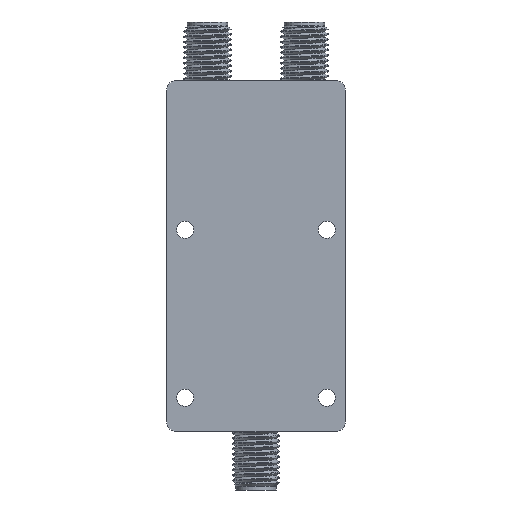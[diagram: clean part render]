
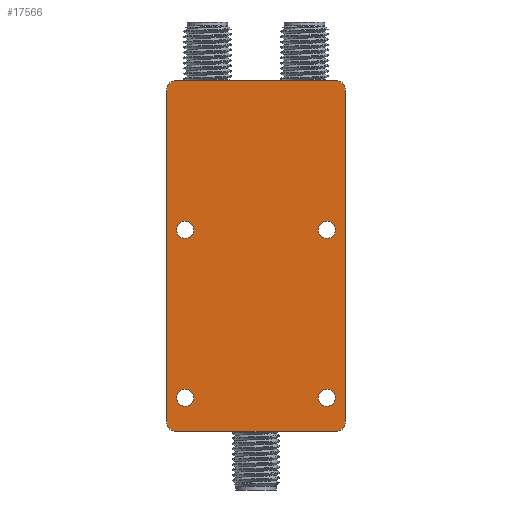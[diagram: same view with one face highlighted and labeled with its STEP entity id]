
A CAD part, front view. The second image highlights one B-rep face of the part: STEP entity #17566.
In plain terms, the highlighted planar face has unit normal (0, -1, 0).
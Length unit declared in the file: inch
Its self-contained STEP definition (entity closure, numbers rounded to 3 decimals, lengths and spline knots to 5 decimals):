
#46 = DIRECTION ( 'NONE',  ( -1., 0., 0. ) ) ;
#338 = CARTESIAN_POINT ( 'NONE',  ( -0.47244, -0.19685, 0.8752 ) ) ;
#386 = CARTESIAN_POINT ( 'NONE',  ( 0.42244, -0.19685, 0.8752 ) ) ;
#466 = DIRECTION ( 'NONE',  ( 0., 0., 1. ) ) ;
#487 = AXIS2_PLACEMENT_3D ( 'NONE', #11682, #13453, #11754 ) ;
#564 = AXIS2_PLACEMENT_3D ( 'NONE', #18819, #12086, #2134 ) ;
#625 = AXIS2_PLACEMENT_3D ( 'NONE', #6752, #12040, #5294 ) ;
#1255 = FACE_BOUND ( 'NONE', #2516, .T. ) ;
#1899 = CARTESIAN_POINT ( 'NONE',  ( -0.37402, -0.19685, 0.0928 ) ) ;
#2134 = DIRECTION ( 'NONE',  ( 0., 0., -1. ) ) ;
#2163 = CIRCLE ( 'NONE', #4833, 0.05 ) ;
#2167 = CARTESIAN_POINT ( 'NONE',  ( -0.37402, -0.19685, 0.1828 ) ) ;
#2309 = CIRCLE ( 'NONE', #20443, 0.045 ) ;
#2448 = AXIS2_PLACEMENT_3D ( 'NONE', #21427, #8057, #9882 ) ;
#2516 = EDGE_LOOP ( 'NONE', ( #20848, #13780 ) ) ;
#2529 = CIRCLE ( 'NONE', #564, 0.05 ) ;
#2638 = ORIENTED_EDGE ( 'NONE', *, *, #17633, .T. ) ;
#2758 = DIRECTION ( 'NONE',  ( 0., 1., 0. ) ) ;
#2800 = CIRCLE ( 'NONE', #7196, 0.045 ) ;
#2828 = VECTOR ( 'NONE', #6541, 39.37008 ) ;
#2945 = CARTESIAN_POINT ( 'NONE',  ( -0.47244, -0.19685, -0.9252 ) ) ;
#3137 = LINE ( 'NONE', #2945, #10742 ) ;
#3149 = CARTESIAN_POINT ( 'NONE',  ( 0.37402, -0.19685, -0.79303 ) ) ;
#3233 = VERTEX_POINT ( 'NONE', #21805 ) ;
#3615 = CARTESIAN_POINT ( 'NONE',  ( -0.42244, -0.19685, 0.8752 ) ) ;
#4009 = VERTEX_POINT ( 'NONE', #4484 ) ;
#4064 = CARTESIAN_POINT ( 'NONE',  ( 0.37402, -0.19685, 0.1378 ) ) ;
#4070 = EDGE_CURVE ( 'NONE', #12690, #4009, #15257, .T. ) ;
#4218 = DIRECTION ( 'NONE',  ( 0., 1., 0. ) ) ;
#4222 = VERTEX_POINT ( 'NONE', #8863 ) ;
#4250 = CIRCLE ( 'NONE', #7069, 0.05 ) ;
#4300 = CARTESIAN_POINT ( 'NONE',  ( -0.37402, -0.19685, -0.74803 ) ) ;
#4352 = ORIENTED_EDGE ( 'NONE', *, *, #16801, .T. ) ;
#4467 = AXIS2_PLACEMENT_3D ( 'NONE', #18023, #9456, #17952 ) ;
#4484 = CARTESIAN_POINT ( 'NONE',  ( 0.37402, -0.19685, 0.1828 ) ) ;
#4490 = CARTESIAN_POINT ( 'NONE',  ( -0.37402, -0.19685, -0.79303 ) ) ;
#4627 = FACE_BOUND ( 'NONE', #4761, .T. ) ;
#4654 = VERTEX_POINT ( 'NONE', #16551 ) ;
#4761 = EDGE_LOOP ( 'NONE', ( #4352, #15958 ) ) ;
#4833 = AXIS2_PLACEMENT_3D ( 'NONE', #386, #8651, #20447 ) ;
#5204 = AXIS2_PLACEMENT_3D ( 'NONE', #21715, #21790, #13559 ) ;
#5294 = DIRECTION ( 'NONE',  ( 0., 0., 1. ) ) ;
#5295 = VERTEX_POINT ( 'NONE', #4490 ) ;
#5321 = EDGE_CURVE ( 'NONE', #8224, #3233, #11536, .T. ) ;
#5366 = ORIENTED_EDGE ( 'NONE', *, *, #5321, .F. ) ;
#5848 = VERTEX_POINT ( 'NONE', #19676 ) ;
#5954 = CIRCLE ( 'NONE', #625, 0.045 ) ;
#5956 = VERTEX_POINT ( 'NONE', #11678 ) ;
#6320 = EDGE_CURVE ( 'NONE', #4654, #12646, #20489, .T. ) ;
#6527 = CIRCLE ( 'NONE', #4467, 0.045 ) ;
#6541 = DIRECTION ( 'NONE',  ( 0., 0., -1. ) ) ;
#6557 = CARTESIAN_POINT ( 'NONE',  ( -0.37402, -0.19685, -0.74803 ) ) ;
#6752 = CARTESIAN_POINT ( 'NONE',  ( 0.37402, -0.19685, -0.74803 ) ) ;
#7069 = AXIS2_PLACEMENT_3D ( 'NONE', #3615, #12035, #18691 ) ;
#7196 = AXIS2_PLACEMENT_3D ( 'NONE', #6557, #18330, #9985 ) ;
#7213 = CARTESIAN_POINT ( 'NONE',  ( 0.37402, -0.19685, -0.70303 ) ) ;
#7340 = EDGE_LOOP ( 'NONE', ( #2638, #8578 ) ) ;
#7414 = CARTESIAN_POINT ( 'NONE',  ( -0.37402, -0.19685, 0.1378 ) ) ;
#7556 = CARTESIAN_POINT ( 'NONE',  ( -0.37402, -0.19685, 0.1378 ) ) ;
#7773 = EDGE_CURVE ( 'NONE', #20584, #12021, #6527, .T. ) ;
#8026 = ORIENTED_EDGE ( 'NONE', *, *, #12956, .T. ) ;
#8057 = DIRECTION ( 'NONE',  ( 0., 1., 0. ) ) ;
#8224 = VERTEX_POINT ( 'NONE', #11474 ) ;
#8578 = ORIENTED_EDGE ( 'NONE', *, *, #15672, .T. ) ;
#8651 = DIRECTION ( 'NONE',  ( 0., -1., 0. ) ) ;
#8833 = CIRCLE ( 'NONE', #17878, 0.045 ) ;
#8863 = CARTESIAN_POINT ( 'NONE',  ( 0.47244, -0.19685, 0.8752 ) ) ;
#9100 = LINE ( 'NONE', #20083, #2828 ) ;
#9332 = EDGE_CURVE ( 'NONE', #14343, #10927, #8833, .T. ) ;
#9378 = EDGE_LOOP ( 'NONE', ( #18476, #10239, #5366, #11899, #15369, #8026, #10037, #17236 ) ) ;
#9456 = DIRECTION ( 'NONE',  ( 0., 1., 0. ) ) ;
#9580 = EDGE_LOOP ( 'NONE', ( #13375, #20915 ) ) ;
#9882 = DIRECTION ( 'NONE',  ( 0., 0., 1. ) ) ;
#9985 = DIRECTION ( 'NONE',  ( 0., 0., 1. ) ) ;
#10037 = ORIENTED_EDGE ( 'NONE', *, *, #19084, .F. ) ;
#10199 = VERTEX_POINT ( 'NONE', #20671 ) ;
#10239 = ORIENTED_EDGE ( 'NONE', *, *, #20209, .T. ) ;
#10585 = EDGE_CURVE ( 'NONE', #5956, #10199, #2529, .T. ) ;
#10706 = VERTEX_POINT ( 'NONE', #20714 ) ;
#10712 = AXIS2_PLACEMENT_3D ( 'NONE', #4064, #10732, #15653 ) ;
#10732 = DIRECTION ( 'NONE',  ( 0., 1., 0. ) ) ;
#10742 = VECTOR ( 'NONE', #46, 39.37008 ) ;
#10927 = VERTEX_POINT ( 'NONE', #1899 ) ;
#11002 = VECTOR ( 'NONE', #466, 39.37008 ) ;
#11474 = CARTESIAN_POINT ( 'NONE',  ( -0.42244, -0.19685, 0.9252 ) ) ;
#11520 = DIRECTION ( 'NONE',  ( 1., 0., 0. ) ) ;
#11536 = LINE ( 'NONE', #13005, #17338 ) ;
#11678 = CARTESIAN_POINT ( 'NONE',  ( 0.42244, -0.19685, -0.9252 ) ) ;
#11682 = CARTESIAN_POINT ( 'NONE',  ( 0., -0.19685, 0. ) ) ;
#11754 = DIRECTION ( 'NONE',  ( 0., 0., -1. ) ) ;
#11899 = ORIENTED_EDGE ( 'NONE', *, *, #20239, .T. ) ;
#12021 = VERTEX_POINT ( 'NONE', #7213 ) ;
#12035 = DIRECTION ( 'NONE',  ( 0., -1., 0. ) ) ;
#12040 = DIRECTION ( 'NONE',  ( 0., 1., 0. ) ) ;
#12086 = DIRECTION ( 'NONE',  ( 0., -1., 0. ) ) ;
#12646 = VERTEX_POINT ( 'NONE', #338 ) ;
#12690 = VERTEX_POINT ( 'NONE', #13585 ) ;
#12772 = FACE_BOUND ( 'NONE', #9580, .T. ) ;
#12956 = EDGE_CURVE ( 'NONE', #4654, #10706, #16212, .T. ) ;
#13005 = CARTESIAN_POINT ( 'NONE',  ( -0.47244, -0.19685, 0.9252 ) ) ;
#13375 = ORIENTED_EDGE ( 'NONE', *, *, #16484, .T. ) ;
#13453 = DIRECTION ( 'NONE',  ( 0., -1., 0. ) ) ;
#13559 = DIRECTION ( 'NONE',  ( 0., 0., -1. ) ) ;
#13585 = CARTESIAN_POINT ( 'NONE',  ( 0.37402, -0.19685, 0.0928 ) ) ;
#13780 = ORIENTED_EDGE ( 'NONE', *, *, #17903, .T. ) ;
#14343 = VERTEX_POINT ( 'NONE', #2167 ) ;
#15160 = PLANE ( 'NONE',  #487 ) ;
#15257 = CIRCLE ( 'NONE', #2448, 0.045 ) ;
#15369 = ORIENTED_EDGE ( 'NONE', *, *, #6320, .F. ) ;
#15653 = DIRECTION ( 'NONE',  ( 0., 0., 1. ) ) ;
#15672 = EDGE_CURVE ( 'NONE', #5295, #5848, #2309, .T. ) ;
#15958 = ORIENTED_EDGE ( 'NONE', *, *, #7773, .T. ) ;
#16212 = CIRCLE ( 'NONE', #5204, 0.05 ) ;
#16484 = EDGE_CURVE ( 'NONE', #4009, #12690, #18339, .T. ) ;
#16551 = CARTESIAN_POINT ( 'NONE',  ( -0.47244, -0.19685, -0.8752 ) ) ;
#16702 = EDGE_CURVE ( 'NONE', #4222, #10199, #9100, .T. ) ;
#16722 = CIRCLE ( 'NONE', #18931, 0.045 ) ;
#16801 = EDGE_CURVE ( 'NONE', #12021, #20584, #5954, .T. ) ;
#17236 = ORIENTED_EDGE ( 'NONE', *, *, #10585, .T. ) ;
#17338 = VECTOR ( 'NONE', #11520, 39.37008 ) ;
#17527 = DIRECTION ( 'NONE',  ( 0., 1., 0. ) ) ;
#17566 = ADVANCED_FACE ( 'NONE', ( #19106, #4627, #12772, #1255, #19649 ), #15160, .T. ) ;
#17633 = EDGE_CURVE ( 'NONE', #5848, #5295, #2800, .T. ) ;
#17878 = AXIS2_PLACEMENT_3D ( 'NONE', #7414, #4218, #19443 ) ;
#17903 = EDGE_CURVE ( 'NONE', #10927, #14343, #16722, .T. ) ;
#17952 = DIRECTION ( 'NONE',  ( 0., 0., 1. ) ) ;
#18023 = CARTESIAN_POINT ( 'NONE',  ( 0.37402, -0.19685, -0.74803 ) ) ;
#18330 = DIRECTION ( 'NONE',  ( 0., 1., 0. ) ) ;
#18339 = CIRCLE ( 'NONE', #10712, 0.045 ) ;
#18476 = ORIENTED_EDGE ( 'NONE', *, *, #16702, .F. ) ;
#18691 = DIRECTION ( 'NONE',  ( 0., 0., -1. ) ) ;
#18819 = CARTESIAN_POINT ( 'NONE',  ( 0.42244, -0.19685, -0.8752 ) ) ;
#18931 = AXIS2_PLACEMENT_3D ( 'NONE', #7556, #17527, #20921 ) ;
#19084 = EDGE_CURVE ( 'NONE', #5956, #10706, #3137, .T. ) ;
#19106 = FACE_BOUND ( 'NONE', #7340, .T. ) ;
#19443 = DIRECTION ( 'NONE',  ( 0., 0., 1. ) ) ;
#19649 = FACE_OUTER_BOUND ( 'NONE', #9378, .T. ) ;
#19676 = CARTESIAN_POINT ( 'NONE',  ( -0.37402, -0.19685, -0.70303 ) ) ;
#20083 = CARTESIAN_POINT ( 'NONE',  ( 0.47244, -0.19685, 0.9252 ) ) ;
#20209 = EDGE_CURVE ( 'NONE', #4222, #3233, #2163, .T. ) ;
#20239 = EDGE_CURVE ( 'NONE', #8224, #12646, #4250, .T. ) ;
#20443 = AXIS2_PLACEMENT_3D ( 'NONE', #4300, #2758, #21090 ) ;
#20447 = DIRECTION ( 'NONE',  ( 0., 0., -1. ) ) ;
#20457 = CARTESIAN_POINT ( 'NONE',  ( -0.47244, -0.19685, 0.9252 ) ) ;
#20489 = LINE ( 'NONE', #20457, #11002 ) ;
#20584 = VERTEX_POINT ( 'NONE', #3149 ) ;
#20671 = CARTESIAN_POINT ( 'NONE',  ( 0.47244, -0.19685, -0.8752 ) ) ;
#20714 = CARTESIAN_POINT ( 'NONE',  ( -0.42244, -0.19685, -0.9252 ) ) ;
#20848 = ORIENTED_EDGE ( 'NONE', *, *, #9332, .T. ) ;
#20915 = ORIENTED_EDGE ( 'NONE', *, *, #4070, .T. ) ;
#20921 = DIRECTION ( 'NONE',  ( 0., 0., 1. ) ) ;
#21090 = DIRECTION ( 'NONE',  ( 0., 0., 1. ) ) ;
#21427 = CARTESIAN_POINT ( 'NONE',  ( 0.37402, -0.19685, 0.1378 ) ) ;
#21715 = CARTESIAN_POINT ( 'NONE',  ( -0.42244, -0.19685, -0.8752 ) ) ;
#21790 = DIRECTION ( 'NONE',  ( 0., -1., 0. ) ) ;
#21805 = CARTESIAN_POINT ( 'NONE',  ( 0.42244, -0.19685, 0.9252 ) ) ;
